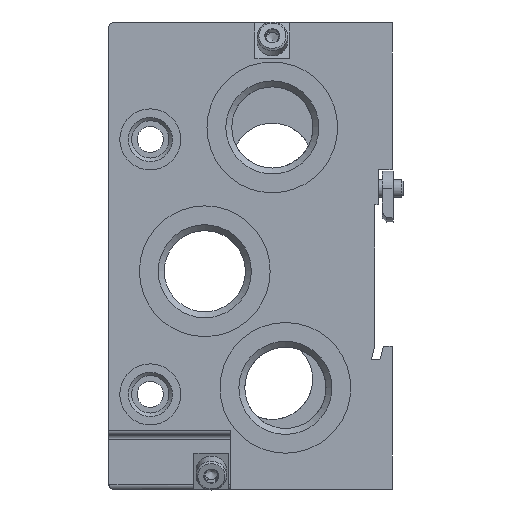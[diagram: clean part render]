
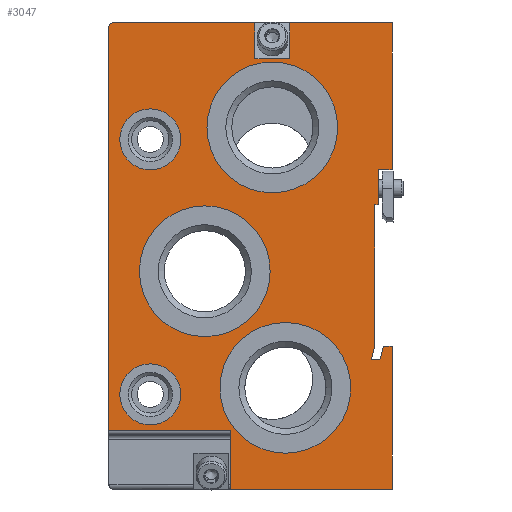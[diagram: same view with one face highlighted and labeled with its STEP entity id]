
A CAD part, left-side view. The second image highlights one B-rep face of the part: STEP entity #3047.
In plain terms, the highlighted planar face has unit normal (-1, 0, 0).
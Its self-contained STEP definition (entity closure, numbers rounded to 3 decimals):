
#106=PLANE('',#3336);
#220=LINE('',#4810,#408);
#225=LINE('',#4832,#413);
#226=LINE('',#4835,#414);
#227=LINE('',#4837,#415);
#228=LINE('',#4840,#416);
#229=LINE('',#4842,#417);
#230=LINE('',#4844,#418);
#231=LINE('',#4846,#419);
#232=LINE('',#4848,#420);
#233=LINE('',#4850,#421);
#234=LINE('',#4852,#422);
#235=LINE('',#4854,#423);
#236=LINE('',#4856,#424);
#237=LINE('',#4858,#425);
#238=LINE('',#4860,#426);
#239=LINE('',#4862,#427);
#240=LINE('',#4864,#428);
#241=LINE('',#4866,#429);
#242=LINE('',#4868,#430);
#408=VECTOR('',#3771,1000.);
#413=VECTOR('',#3790,1000.);
#414=VECTOR('',#3791,1000.);
#415=VECTOR('',#3792,1000.);
#416=VECTOR('',#3795,1000.);
#417=VECTOR('',#3796,1000.);
#418=VECTOR('',#3797,1000.);
#419=VECTOR('',#3798,1000.);
#420=VECTOR('',#3799,1000.);
#421=VECTOR('',#3800,1000.);
#422=VECTOR('',#3801,1000.);
#423=VECTOR('',#3802,1000.);
#424=VECTOR('',#3803,1000.);
#425=VECTOR('',#3804,1000.);
#426=VECTOR('',#3805,1000.);
#427=VECTOR('',#3806,1000.);
#428=VECTOR('',#3807,1000.);
#429=VECTOR('',#3808,1000.);
#430=VECTOR('',#3809,1000.);
#662=CIRCLE('',#3337,15.);
#663=CIRCLE('',#3338,15.);
#664=CIRCLE('',#3339,7.);
#665=CIRCLE('',#3340,7.);
#666=CIRCLE('',#3341,15.);
#667=CIRCLE('',#3342,1.);
#860=ORIENTED_EDGE('',*,*,#1646,.T.);
#861=ORIENTED_EDGE('',*,*,#1647,.T.);
#862=ORIENTED_EDGE('',*,*,#1648,.T.);
#863=ORIENTED_EDGE('',*,*,#1649,.T.);
#864=ORIENTED_EDGE('',*,*,#1650,.T.);
#865=ORIENTED_EDGE('',*,*,#1651,.F.);
#866=ORIENTED_EDGE('',*,*,#1652,.T.);
#867=ORIENTED_EDGE('',*,*,#1653,.F.);
#868=ORIENTED_EDGE('',*,*,#1654,.F.);
#869=ORIENTED_EDGE('',*,*,#1640,.F.);
#870=ORIENTED_EDGE('',*,*,#1655,.F.);
#871=ORIENTED_EDGE('',*,*,#1656,.F.);
#872=ORIENTED_EDGE('',*,*,#1657,.F.);
#873=ORIENTED_EDGE('',*,*,#1658,.F.);
#874=ORIENTED_EDGE('',*,*,#1659,.F.);
#875=ORIENTED_EDGE('',*,*,#1660,.F.);
#876=ORIENTED_EDGE('',*,*,#1661,.F.);
#877=ORIENTED_EDGE('',*,*,#1662,.F.);
#878=ORIENTED_EDGE('',*,*,#1663,.F.);
#879=ORIENTED_EDGE('',*,*,#1664,.F.);
#880=ORIENTED_EDGE('',*,*,#1665,.F.);
#881=ORIENTED_EDGE('',*,*,#1666,.F.);
#882=ORIENTED_EDGE('',*,*,#1667,.F.);
#883=ORIENTED_EDGE('',*,*,#1668,.F.);
#884=ORIENTED_EDGE('',*,*,#1669,.F.);
#1640=EDGE_CURVE('',#2032,#2033,#220,.T.);
#1646=EDGE_CURVE('',#2038,#2038,#662,.T.);
#1647=EDGE_CURVE('',#2039,#2039,#663,.T.);
#1648=EDGE_CURVE('',#2040,#2040,#664,.T.);
#1649=EDGE_CURVE('',#2041,#2041,#665,.T.);
#1650=EDGE_CURVE('',#2042,#2042,#666,.T.);
#1651=EDGE_CURVE('',#2043,#2044,#225,.T.);
#1652=EDGE_CURVE('',#2043,#2045,#226,.T.);
#1653=EDGE_CURVE('',#2046,#2045,#227,.T.);
#1654=EDGE_CURVE('',#2033,#2046,#667,.T.);
#1655=EDGE_CURVE('',#2047,#2032,#228,.F.);
#1656=EDGE_CURVE('',#2048,#2047,#229,.T.);
#1657=EDGE_CURVE('',#2049,#2048,#230,.T.);
#1658=EDGE_CURVE('',#2050,#2049,#231,.T.);
#1659=EDGE_CURVE('',#2051,#2050,#232,.T.);
#1660=EDGE_CURVE('',#2052,#2051,#233,.T.);
#1661=EDGE_CURVE('',#2053,#2052,#234,.T.);
#1662=EDGE_CURVE('',#2054,#2053,#235,.T.);
#1663=EDGE_CURVE('',#2055,#2054,#236,.T.);
#1664=EDGE_CURVE('',#2056,#2055,#237,.T.);
#1665=EDGE_CURVE('',#2057,#2056,#238,.T.);
#1666=EDGE_CURVE('',#2058,#2057,#239,.T.);
#1667=EDGE_CURVE('',#2059,#2058,#240,.T.);
#1668=EDGE_CURVE('',#2060,#2059,#241,.T.);
#1669=EDGE_CURVE('',#2044,#2060,#242,.T.);
#2032=VERTEX_POINT('',#4809);
#2033=VERTEX_POINT('',#4811);
#2038=VERTEX_POINT('',#4823);
#2039=VERTEX_POINT('',#4825);
#2040=VERTEX_POINT('',#4827);
#2041=VERTEX_POINT('',#4829);
#2042=VERTEX_POINT('',#4831);
#2043=VERTEX_POINT('',#4833);
#2044=VERTEX_POINT('',#4834);
#2045=VERTEX_POINT('',#4836);
#2046=VERTEX_POINT('',#4838);
#2047=VERTEX_POINT('',#4841);
#2048=VERTEX_POINT('',#4843);
#2049=VERTEX_POINT('',#4845);
#2050=VERTEX_POINT('',#4847);
#2051=VERTEX_POINT('',#4849);
#2052=VERTEX_POINT('',#4851);
#2053=VERTEX_POINT('',#4853);
#2054=VERTEX_POINT('',#4855);
#2055=VERTEX_POINT('',#4857);
#2056=VERTEX_POINT('',#4859);
#2057=VERTEX_POINT('',#4861);
#2058=VERTEX_POINT('',#4863);
#2059=VERTEX_POINT('',#4865);
#2060=VERTEX_POINT('',#4867);
#2334=EDGE_LOOP('',(#860));
#2335=EDGE_LOOP('',(#861));
#2336=EDGE_LOOP('',(#862));
#2337=EDGE_LOOP('',(#863));
#2338=EDGE_LOOP('',(#864));
#2339=EDGE_LOOP('',(#865,#866,#867,#868,#869,#870,#871,#872,#873,#874,#875,
#876,#877,#878,#879,#880,#881,#882,#883,#884));
#2687=FACE_BOUND('',#2334,.T.);
#2688=FACE_BOUND('',#2335,.T.);
#2689=FACE_BOUND('',#2336,.T.);
#2690=FACE_BOUND('',#2337,.T.);
#2691=FACE_BOUND('',#2338,.T.);
#2692=FACE_BOUND('',#2339,.T.);
#3047=ADVANCED_FACE('',(#2687,#2688,#2689,#2690,#2691,#2692),#106,.F.);
#3336=AXIS2_PLACEMENT_3D('',#4821,#3778,#3779);
#3337=AXIS2_PLACEMENT_3D('',#4822,#3780,#3781);
#3338=AXIS2_PLACEMENT_3D('',#4824,#3782,#3783);
#3339=AXIS2_PLACEMENT_3D('',#4826,#3784,#3785);
#3340=AXIS2_PLACEMENT_3D('',#4828,#3786,#3787);
#3341=AXIS2_PLACEMENT_3D('',#4830,#3788,#3789);
#3342=AXIS2_PLACEMENT_3D('',#4839,#3793,#3794);
#3771=DIRECTION('',(0.,0.,1.));
#3778=DIRECTION('',(1.,0.,0.));
#3779=DIRECTION('',(0.,0.,-1.));
#3780=DIRECTION('',(1.,0.,0.));
#3781=DIRECTION('',(0.,0.,-1.));
#3782=DIRECTION('',(1.,0.,0.));
#3783=DIRECTION('',(0.,0.,-1.));
#3784=DIRECTION('',(1.,0.,0.));
#3785=DIRECTION('',(0.,0.,-1.));
#3786=DIRECTION('',(1.,0.,0.));
#3787=DIRECTION('',(0.,0.,-1.));
#3788=DIRECTION('',(1.,0.,0.));
#3789=DIRECTION('',(0.,0.,-1.));
#3790=DIRECTION('',(0.,-1.,0.));
#3791=DIRECTION('',(0.,0.,1.));
#3792=DIRECTION('',(0.,-1.,0.));
#3793=DIRECTION('',(1.,0.,0.));
#3794=DIRECTION('',(0.,0.,-1.));
#3795=DIRECTION('',(0.,-1.,0.));
#3796=DIRECTION('',(0.,0.,1.));
#3797=DIRECTION('',(0.,1.,0.));
#3798=DIRECTION('',(0.,0.,-1.));
#3799=DIRECTION('',(0.,-1.,0.));
#3800=DIRECTION('',(0.,-0.258,0.966));
#3801=DIRECTION('',(0.,-1.,0.));
#3802=DIRECTION('',(0.,0.259,-0.966));
#3803=DIRECTION('',(0.,0.,-1.));
#3804=DIRECTION('',(0.,1.,0.));
#3805=DIRECTION('',(0.,0.,-1.));
#3806=DIRECTION('',(0.,1.,0.));
#3807=DIRECTION('',(0.,0.,-1.));
#3808=DIRECTION('',(0.,-1.,0.));
#3809=DIRECTION('',(0.,0.,1.));
#4809=CARTESIAN_POINT('',(-13.5,65.,-93.5));
#4810=CARTESIAN_POINT('',(-13.5,65.,-106.));
#4811=CARTESIAN_POINT('',(-13.5,65.,-1.));
#4821=CARTESIAN_POINT('',(-13.5,64.,-1.));
#4822=CARTESIAN_POINT('',(-13.5,24.5,-83.75));
#4823=CARTESIAN_POINT('',(-13.5,24.5,-98.75));
#4824=CARTESIAN_POINT('',(-13.5,27.5,-24.));
#4825=CARTESIAN_POINT('',(-13.5,27.5,-39.));
#4826=CARTESIAN_POINT('',(-13.5,55.5,-26.75));
#4827=CARTESIAN_POINT('',(-13.5,55.5,-33.75));
#4828=CARTESIAN_POINT('',(-13.5,55.5,-85.25));
#4829=CARTESIAN_POINT('',(-13.5,55.5,-92.25));
#4830=CARTESIAN_POINT('',(-13.5,43.,-57.));
#4831=CARTESIAN_POINT('',(-13.5,43.,-72.));
#4832=CARTESIAN_POINT('',(-13.5,64.,-8.2));
#4833=CARTESIAN_POINT('',(-13.5,31.5,-8.2));
#4834=CARTESIAN_POINT('',(-13.5,23.5,-8.2));
#4835=CARTESIAN_POINT('',(-13.5,31.5,-1.));
#4836=CARTESIAN_POINT('',(-13.5,31.5,0.));
#4837=CARTESIAN_POINT('',(-13.5,64.,0.));
#4838=CARTESIAN_POINT('',(-13.5,64.,0.));
#4839=CARTESIAN_POINT('',(-13.5,64.,-1.));
#4840=CARTESIAN_POINT('',(-13.5,93.,-93.5));
#4841=CARTESIAN_POINT('',(-13.5,37.,-93.5));
#4842=CARTESIAN_POINT('',(-13.5,37.,-1.));
#4843=CARTESIAN_POINT('',(-13.5,37.,-107.));
#4844=CARTESIAN_POINT('',(-13.5,0.,-107.));
#4845=CARTESIAN_POINT('',(-13.5,0.,-107.));
#4846=CARTESIAN_POINT('',(-13.5,0.,-74.25));
#4847=CARTESIAN_POINT('',(-13.5,0.,-74.25));
#4848=CARTESIAN_POINT('',(-13.5,2.,-74.25));
#4849=CARTESIAN_POINT('',(-13.5,2.,-74.25));
#4850=CARTESIAN_POINT('',(-13.5,2.8,-77.25));
#4851=CARTESIAN_POINT('',(-13.5,2.8,-77.25));
#4852=CARTESIAN_POINT('',(-13.5,4.8,-77.25));
#4853=CARTESIAN_POINT('',(-13.5,4.8,-77.25));
#4854=CARTESIAN_POINT('',(-13.5,4.,-74.264));
#4855=CARTESIAN_POINT('',(-13.5,4.,-74.264));
#4856=CARTESIAN_POINT('',(-13.5,4.,-41.75));
#4857=CARTESIAN_POINT('',(-13.5,4.,-41.75));
#4858=CARTESIAN_POINT('',(-13.5,3.2,-41.75));
#4859=CARTESIAN_POINT('',(-13.5,3.2,-41.75));
#4860=CARTESIAN_POINT('',(-13.5,3.2,-33.7));
#4861=CARTESIAN_POINT('',(-13.5,3.2,-33.7));
#4862=CARTESIAN_POINT('',(-13.5,0.,-33.7));
#4863=CARTESIAN_POINT('',(-13.5,0.,-33.7));
#4864=CARTESIAN_POINT('',(-13.5,0.,0.));
#4865=CARTESIAN_POINT('',(-13.5,0.,0.));
#4866=CARTESIAN_POINT('',(-13.5,64.,0.));
#4867=CARTESIAN_POINT('',(-13.5,23.5,0.));
#4868=CARTESIAN_POINT('',(-13.5,23.5,-1.));
